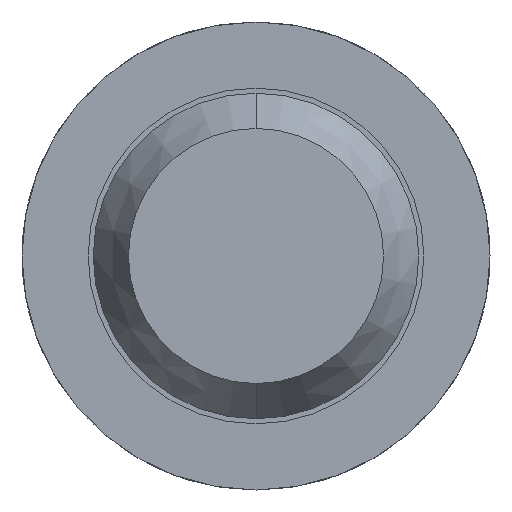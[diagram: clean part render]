
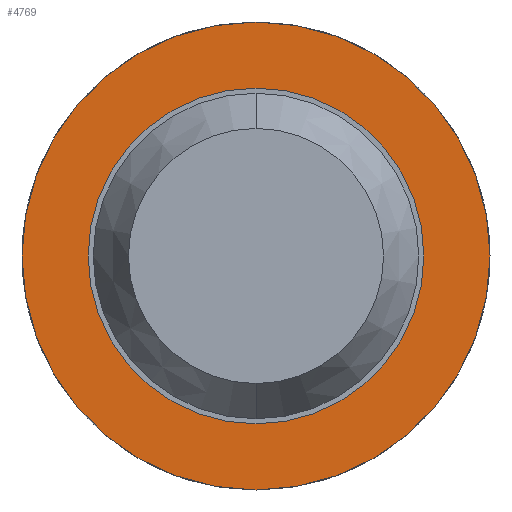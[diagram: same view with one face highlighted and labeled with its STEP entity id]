
A CAD part, front view. The second image highlights one B-rep face of the part: STEP entity #4769.
In plain terms, the highlighted planar face has unit normal (0, -1, 0).
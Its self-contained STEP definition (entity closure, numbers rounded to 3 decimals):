
#121 = DIRECTION ( 'NONE',  ( 0., 1., 0. ) ) ;
#133 = CARTESIAN_POINT ( 'NONE',  ( 0., -1.7, 0. ) ) ;
#273 = VERTEX_POINT ( 'NONE', #400 ) ;
#400 = CARTESIAN_POINT ( 'NONE',  ( 0., -1.7, -0.825 ) ) ;
#486 = FACE_OUTER_BOUND ( 'NONE', #4286, .T. ) ;
#640 = AXIS2_PLACEMENT_3D ( 'NONE', #1795, #2240, #2545 ) ;
#732 = CARTESIAN_POINT ( 'NONE',  ( 0., -1.7, 0. ) ) ;
#786 = CIRCLE ( 'NONE', #640, 0.825 ) ;
#938 = DIRECTION ( 'NONE',  ( 0., 1., 0. ) ) ;
#1181 = ORIENTED_EDGE ( 'NONE', *, *, #3618, .F. ) ;
#1320 = CARTESIAN_POINT ( 'NONE',  ( 0., -1.7, -1.15 ) ) ;
#1338 = FACE_BOUND ( 'NONE', #4201, .T. ) ;
#1395 = DIRECTION ( 'NONE',  ( 0., 1., 0. ) ) ;
#1446 = AXIS2_PLACEMENT_3D ( 'NONE', #4333, #2117, #4711 ) ;
#1527 = CIRCLE ( 'NONE', #1773, 0.825 ) ;
#1626 = ORIENTED_EDGE ( 'NONE', *, *, #4010, .F. ) ;
#1651 = VERTEX_POINT ( 'NONE', #2766 ) ;
#1773 = AXIS2_PLACEMENT_3D ( 'NONE', #3513, #938, #4289 ) ;
#1795 = CARTESIAN_POINT ( 'NONE',  ( 0., -1.7, 0. ) ) ;
#2117 = DIRECTION ( 'NONE',  ( 0., 1., 0. ) ) ;
#2165 = DIRECTION ( 'NONE',  ( 0., 0., 1. ) ) ;
#2240 = DIRECTION ( 'NONE',  ( 0., 1., 0. ) ) ;
#2391 = EDGE_CURVE ( 'Defeature ausgef�hrt2_8+Defeature ausgef�hrt2_7+Defeature ausgef�hrt2_7+Defeature ausgef�hrt2_7', #2522, #273, #786, .T. ) ;
#2522 = VERTEX_POINT ( 'NONE', #4142 ) ;
#2545 = DIRECTION ( 'NONE',  ( 0., 0., 1. ) ) ;
#2694 = ORIENTED_EDGE ( 'NONE', *, *, #2391, .T. ) ;
#2766 = CARTESIAN_POINT ( 'NONE',  ( 0., -1.7, 1.15 ) ) ;
#2933 = AXIS2_PLACEMENT_3D ( 'NONE', #133, #121, #3409 ) ;
#2935 = ORIENTED_EDGE ( 'NONE', *, *, #4349, .T. ) ;
#2944 = AXIS2_PLACEMENT_3D ( 'NONE', #732, #1395, #2165 ) ;
#3409 = DIRECTION ( 'NONE',  ( 0., 0., 1. ) ) ;
#3513 = CARTESIAN_POINT ( 'NONE',  ( 0., -1.7, 0. ) ) ;
#3618 = EDGE_CURVE ( 'Defeature ausgef�hrt2_4+Defeature ausgef�hrt2_8+Defeature ausgef�hrt2_8+Defeature ausgef�hrt2_8', #4623, #1651, #4675, .T. ) ;
#3948 = PLANE ( 'NONE',  #1446 ) ;
#4010 = EDGE_CURVE ( 'Defeature ausgef�hrt2_4+Defeature ausgef�hrt2_8+Defeature ausgef�hrt2_8+Defeature ausgef�hrt2_8', #1651, #4623, #4372, .T. ) ;
#4142 = CARTESIAN_POINT ( 'NONE',  ( 0., -1.7, 0.825 ) ) ;
#4201 = EDGE_LOOP ( 'NONE', ( #2694, #2935 ) ) ;
#4286 = EDGE_LOOP ( 'NONE', ( #1626, #1181 ) ) ;
#4289 = DIRECTION ( 'NONE',  ( 0., 0., 1. ) ) ;
#4333 = CARTESIAN_POINT ( 'NONE',  ( 0.825, -1.7, 0. ) ) ;
#4349 = EDGE_CURVE ( 'Defeature ausgef�hrt2_8+Defeature ausgef�hrt2_7+Defeature ausgef�hrt2_7+Defeature ausgef�hrt2_7', #273, #2522, #1527, .T. ) ;
#4372 = CIRCLE ( 'NONE', #2944, 1.15 ) ;
#4623 = VERTEX_POINT ( 'NONE', #1320 ) ;
#4675 = CIRCLE ( 'NONE', #2933, 1.15 ) ;
#4711 = DIRECTION ( 'NONE',  ( 0., 0., 1. ) ) ;
#4769 = ADVANCED_FACE ( 'Defeature ausgef�hrt2_8', ( #486, #1338 ), #3948, .F. ) ;
